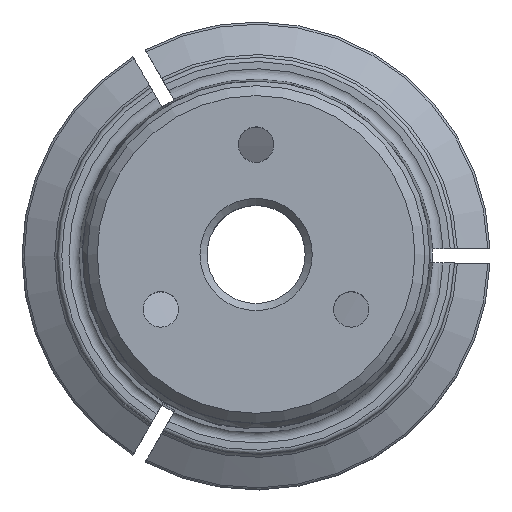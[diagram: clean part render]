
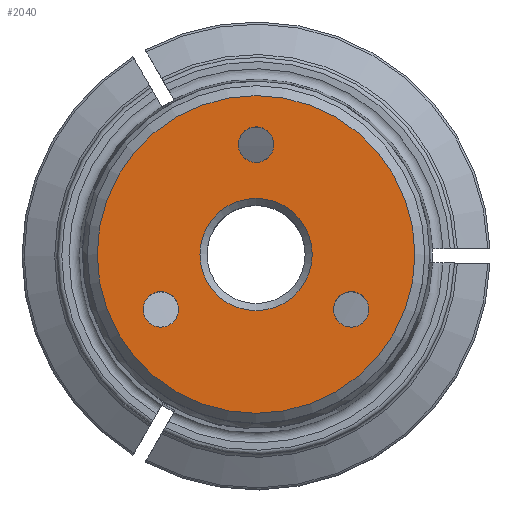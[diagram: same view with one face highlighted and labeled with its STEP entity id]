
A CAD part, top view. The second image highlights one B-rep face of the part: STEP entity #2040.
In plain terms, the highlighted planar face has unit normal (0, 0, 1).
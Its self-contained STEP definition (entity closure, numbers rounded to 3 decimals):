
#158=PLANE('',#2151);
#293=ORIENTED_EDGE('',*,*,#705,.F.);
#294=ORIENTED_EDGE('',*,*,#703,.T.);
#295=ORIENTED_EDGE('',*,*,#710,.T.);
#296=ORIENTED_EDGE('',*,*,#711,.T.);
#297=ORIENTED_EDGE('',*,*,#691,.T.);
#691=EDGE_CURVE('',#902,#902,#1051,.T.);
#703=EDGE_CURVE('',#912,#912,#1058,.T.);
#705=EDGE_CURVE('',#914,#914,#1060,.T.);
#710=EDGE_CURVE('',#919,#919,#1065,.T.);
#711=EDGE_CURVE('',#920,#920,#1066,.T.);
#902=VERTEX_POINT('',#2799);
#912=VERTEX_POINT('',#2848);
#914=VERTEX_POINT('',#2853);
#919=VERTEX_POINT('',#2867);
#920=VERTEX_POINT('',#2869);
#1051=CIRCLE('',#2130,1.25);
#1058=CIRCLE('',#2140,3.959);
#1060=CIRCLE('',#2143,11.2);
#1065=CIRCLE('',#2152,1.25);
#1066=CIRCLE('',#2153,1.25);
#1166=EDGE_LOOP('',(#293));
#1167=EDGE_LOOP('',(#294));
#1168=EDGE_LOOP('',(#295));
#1169=EDGE_LOOP('',(#296));
#1170=EDGE_LOOP('',(#297));
#1292=FACE_BOUND('',#1166,.T.);
#1293=FACE_BOUND('',#1167,.T.);
#1294=FACE_BOUND('',#1168,.T.);
#1295=FACE_BOUND('',#1169,.T.);
#1296=FACE_BOUND('',#1170,.T.);
#2040=ADVANCED_FACE('',(#1292,#1293,#1294,#1295,#1296),#158,.F.);
#2130=AXIS2_PLACEMENT_3D('',#2798,#2335,#2336);
#2140=AXIS2_PLACEMENT_3D('',#2847,#2355,#2356);
#2143=AXIS2_PLACEMENT_3D('',#2852,#2361,#2362);
#2151=AXIS2_PLACEMENT_3D('',#2865,#2377,#2378);
#2152=AXIS2_PLACEMENT_3D('',#2866,#2379,#2380);
#2153=AXIS2_PLACEMENT_3D('',#2868,#2381,#2382);
#2335=DIRECTION('',(0.,0.,-1.));
#2336=DIRECTION('',(-0.5,0.866,0.));
#2355=DIRECTION('',(0.,0.,-1.));
#2356=DIRECTION('',(-1.,0.,0.));
#2361=DIRECTION('',(0.,0.,-1.));
#2362=DIRECTION('',(-1.,0.,0.));
#2377=DIRECTION('',(0.,0.,-1.));
#2378=DIRECTION('',(-1.,0.,0.));
#2379=DIRECTION('',(0.,0.,-1.));
#2380=DIRECTION('',(1.,0.,0.));
#2381=DIRECTION('',(0.,0.,-1.));
#2382=DIRECTION('',(-0.5,-0.866,0.));
#2798=CARTESIAN_POINT('',(-6.712,-3.875,63.));
#2799=CARTESIAN_POINT('',(-7.337,-2.792,63.));
#2847=CARTESIAN_POINT('',(0.,0.,63.));
#2848=CARTESIAN_POINT('',(-3.959,0.,63.));
#2852=CARTESIAN_POINT('',(0.,0.,63.));
#2853=CARTESIAN_POINT('',(-11.2,0.,63.));
#2865=CARTESIAN_POINT('',(11.9,0.,63.));
#2866=CARTESIAN_POINT('',(0.,7.75,63.));
#2867=CARTESIAN_POINT('',(1.25,7.75,63.));
#2868=CARTESIAN_POINT('',(6.712,-3.875,63.));
#2869=CARTESIAN_POINT('',(6.087,-4.958,63.));
